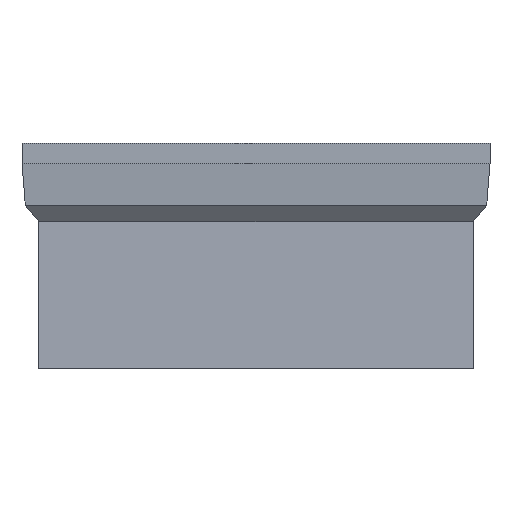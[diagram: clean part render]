
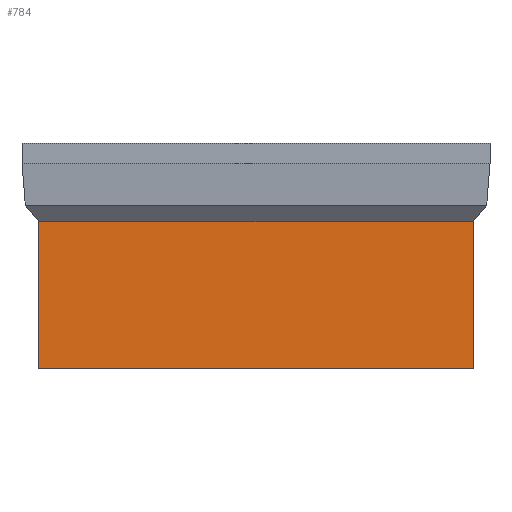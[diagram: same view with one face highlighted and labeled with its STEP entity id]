
A CAD part, front view. The second image highlights one B-rep face of the part: STEP entity #784.
In plain terms, the highlighted free-form (B-spline) face has degree [1, 1] with [2, 2] control points.
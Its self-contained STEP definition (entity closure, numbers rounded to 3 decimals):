
#784 = ADVANCED_FACE('',(#785),#815,.F.);
#785 = FACE_BOUND('',#786,.T.);
#786 = EDGE_LOOP('',(#787,#796,#803,#810));
#787 = ORIENTED_EDGE('',*,*,#788,.T.);
#788 = EDGE_CURVE('',#789,#791,#793,.T.);
#789 = VERTEX_POINT('',#790);
#790 = CARTESIAN_POINT('',(-615.449,-251.088,
    -637.159));
#791 = VERTEX_POINT('',#792);
#792 = CARTESIAN_POINT('',(615.449,-251.088,-637.159
    ));
#793 = B_SPLINE_CURVE_WITH_KNOTS('',1,(#794,#795),.UNSPECIFIED.,.F.,.F.,
  (2,2),(0.,1304.),.PIECEWISE_BEZIER_KNOTS.);
#794 = CARTESIAN_POINT('',(-615.449,-251.088,
    -637.159));
#795 = CARTESIAN_POINT('',(615.449,-251.088,-637.159
    ));
#796 = ORIENTED_EDGE('',*,*,#797,.T.);
#797 = EDGE_CURVE('',#791,#798,#800,.T.);
#798 = VERTEX_POINT('',#799);
#799 = CARTESIAN_POINT('',(613.561,-249.2,
    -221.826));
#800 = B_SPLINE_CURVE_WITH_KNOTS('',1,(#801,#802),.UNSPECIFIED.,.F.,.F.,
  (2,2),(-442.594,-2.585),.PIECEWISE_BEZIER_KNOTS.);
#801 = CARTESIAN_POINT('',(615.449,-251.088,-637.159
    ));
#802 = CARTESIAN_POINT('',(613.561,-249.2,
    -221.826));
#803 = ORIENTED_EDGE('',*,*,#804,.T.);
#804 = EDGE_CURVE('',#798,#805,#807,.T.);
#805 = VERTEX_POINT('',#806);
#806 = CARTESIAN_POINT('',(-613.561,-249.2,
    -221.826));
#807 = B_SPLINE_CURVE_WITH_KNOTS('',1,(#808,#809),.UNSPECIFIED.,.F.,.F.,
  (2,2),(40.642,1340.642),.PIECEWISE_BEZIER_KNOTS.);
#808 = CARTESIAN_POINT('',(613.561,-249.2,
    -221.826));
#809 = CARTESIAN_POINT('',(-613.561,-249.2,
    -221.826));
#810 = ORIENTED_EDGE('',*,*,#811,.F.);
#811 = EDGE_CURVE('',#789,#805,#812,.T.);
#812 = B_SPLINE_CURVE_WITH_KNOTS('',1,(#813,#814),.UNSPECIFIED.,.F.,.F.,
  (2,2),(-439.824,0.185),.PIECEWISE_BEZIER_KNOTS.);
#813 = CARTESIAN_POINT('',(-615.449,-251.088,
    -637.159));
#814 = CARTESIAN_POINT('',(-613.561,-249.2,
    -221.826));
#815 = B_SPLINE_SURFACE_WITH_KNOTS('',1,1,(
    (#816,#817)
    ,(#818,#819)),.UNSPECIFIED.,.F.,.F.,.F.,(2,2),(2,2),(-440.005,
    0.),(-1342.642,-38.642),
  .PIECEWISE_BEZIER_KNOTS.);
#816 = CARTESIAN_POINT('',(-615.449,-251.088,
    -637.159));
#817 = CARTESIAN_POINT('',(615.449,-251.088,-637.159
    ));
#818 = CARTESIAN_POINT('',(-615.449,-249.2,
    -221.826));
#819 = CARTESIAN_POINT('',(615.449,-249.2,
    -221.826));
